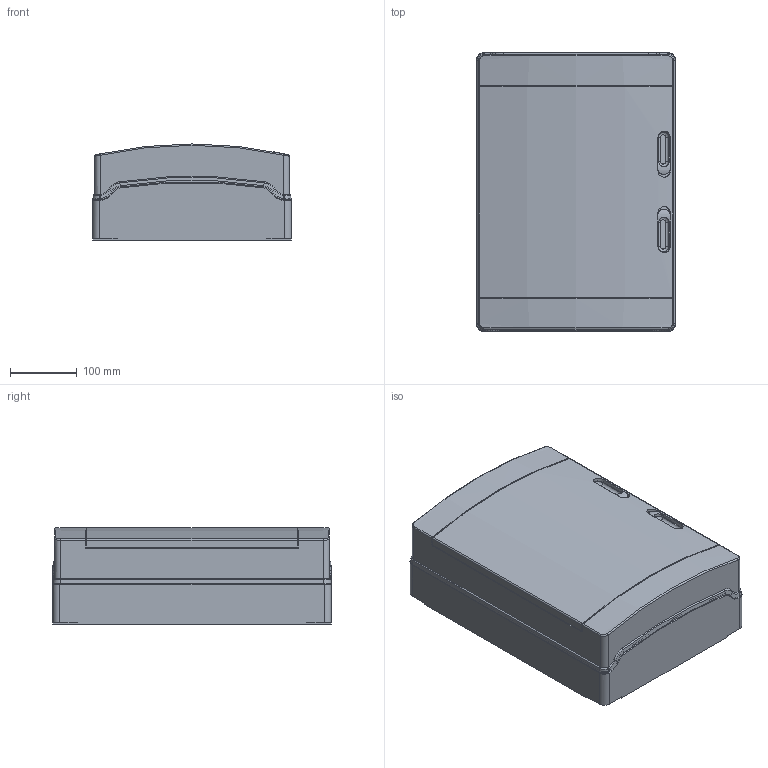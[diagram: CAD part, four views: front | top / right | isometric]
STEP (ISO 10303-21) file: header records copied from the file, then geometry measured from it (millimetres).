
FILE_DESCRIPTION((''),'2;1');
FILE_NAME('GW40104_ASM','2021-07-16T10:20:18',('User'),('Axiro Italia'),'CREO PARAMETRIC BY PTC INC, 2020354','CREO PARAMETRIC BY PTC INC, 2020354','');
FILE_SCHEMA(('CONFIG_CONTROL_DESIGN'));
Length unit declared in the file: millimetre
Products named in the file (6): GW40104_COMPONENTE_A_AXIRO; GW40104_COMPONENTE_B_AXIRO; GW40104_COMPONENTE_PLASTICA_DX; GW40104_COMPONENTE_PLASTICA_SX; GUIDA_DIN_12_1; GW40104_ASM
Assembly tree (6 placements, depth 2):
  GW40104_ASM
    GW40104_COMPONENTE_A_AXIRO
    GW40104_COMPONENTE_B_AXIRO
    GW40104_COMPONENTE_PLASTICA_DX
    GW40104_COMPONENTE_PLASTICA_SX
    GUIDA_DIN_12_1  x2
Bounding box: 299 x 419 x 144.37 mm (x, y, z)
Volume: 4680950 mm3; surface area: 1088679.4 mm2
Topology: 6 solids, 6 shells, 1138 faces, 3034 edges, 1958 vertices
Faces by surface type: plane 676, cylinder 244, cone 108, bspline 88, torus 22
Entity records: 38258 total; most frequent: CARTESIAN_POINT 11157, ORIENTED_EDGE 5804, DIRECTION 5348, EDGE_CURVE 2902, VECTOR 1952, LINE 1952, VERTEX_POINT 1870, AXIS2_PLACEMENT_3D 1698
